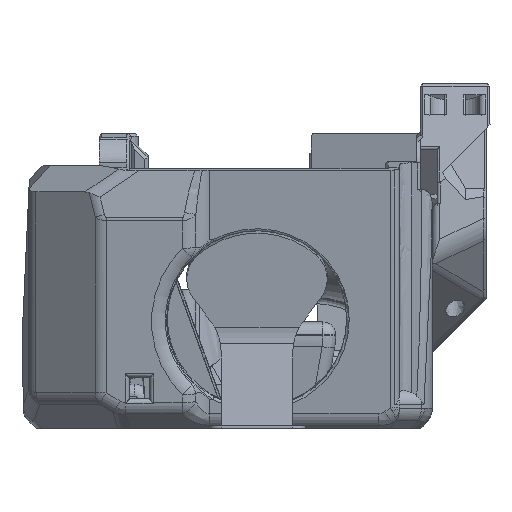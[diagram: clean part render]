
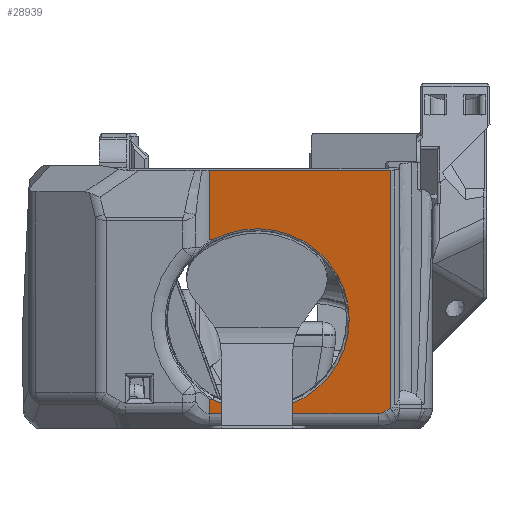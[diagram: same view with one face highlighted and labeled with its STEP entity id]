
A CAD part, left-side view. The second image highlights one B-rep face of the part: STEP entity #28939.
In plain terms, the highlighted planar face has unit normal (-0.985, 0, -0.174).
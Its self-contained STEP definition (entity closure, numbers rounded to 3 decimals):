
#1082=B_SPLINE_CURVE_WITH_KNOTS('',3,(#45814,#45815,#45816,#45817),
 .UNSPECIFIED.,.F.,.F.,(4,4),(0.,0.382),.UNSPECIFIED.);
#1095=B_SPLINE_CURVE_WITH_KNOTS('',3,(#46139,#46140,#46141,#46142),
 .UNSPECIFIED.,.F.,.F.,(4,4),(0.618,1.),.UNSPECIFIED.);
#1713=CIRCLE('',#30452,14.4);
#2563=ELLIPSE('',#31037,3.203,2.);
#5349=ORIENTED_EDGE('',*,*,#13159,.F.);
#5350=ORIENTED_EDGE('',*,*,#12195,.T.);
#5351=ORIENTED_EDGE('',*,*,#13302,.T.);
#5352=ORIENTED_EDGE('',*,*,#13303,.F.);
#5353=ORIENTED_EDGE('',*,*,#13304,.T.);
#5354=ORIENTED_EDGE('',*,*,#13305,.T.);
#5355=ORIENTED_EDGE('',*,*,#13306,.F.);
#5356=ORIENTED_EDGE('',*,*,#13307,.T.);
#5357=ORIENTED_EDGE('',*,*,#12768,.F.);
#5358=ORIENTED_EDGE('',*,*,#12793,.F.);
#12195=EDGE_CURVE('',#16564,#16563,#1713,.T.);
#12768=EDGE_CURVE('',#16941,#16942,#19611,.T.);
#12793=EDGE_CURVE('',#16959,#16941,#19629,.T.);
#13159=EDGE_CURVE('',#16564,#16959,#1082,.F.);
#13302=EDGE_CURVE('',#16563,#17321,#1095,.T.);
#13303=EDGE_CURVE('',#17322,#17321,#19951,.T.);
#13304=EDGE_CURVE('',#17322,#17323,#19952,.T.);
#13305=EDGE_CURVE('',#17323,#17324,#2563,.T.);
#13306=EDGE_CURVE('',#17325,#17324,#19953,.T.);
#13307=EDGE_CURVE('',#17325,#16942,#19954,.T.);
#16563=VERTEX_POINT('',#41702);
#16564=VERTEX_POINT('',#41704);
#16941=VERTEX_POINT('',#44157);
#16942=VERTEX_POINT('',#44159);
#16959=VERTEX_POINT('',#44218);
#17321=VERTEX_POINT('',#46143);
#17322=VERTEX_POINT('',#46145);
#17323=VERTEX_POINT('',#46147);
#17324=VERTEX_POINT('',#46149);
#17325=VERTEX_POINT('',#46151);
#19611=LINE('',#44158,#22067);
#19629=LINE('',#44219,#22085);
#19951=LINE('',#46144,#22407);
#19952=LINE('',#46146,#22408);
#19953=LINE('',#46150,#22409);
#19954=LINE('',#46152,#22410);
#22067=VECTOR('',#34434,1000.);
#22085=VECTOR('',#34472,1000.);
#22407=VECTOR('',#35272,1000.);
#22408=VECTOR('',#35273,1000.);
#22409=VECTOR('',#35276,1000.);
#22410=VECTOR('',#35277,1000.);
#24470=EDGE_LOOP('',(#5349,#5350,#5351,#5352,#5353,#5354,#5355,#5356,#5357,
#5358));
#26294=FACE_BOUND('',#24470,.T.);
#27877=PLANE('',#31036);
#28939=ADVANCED_FACE('',(#26294),#27877,.F.);
#30452=AXIS2_PLACEMENT_3D('',#41703,#33517,#33518);
#31036=AXIS2_PLACEMENT_3D('',#46138,#35270,#35271);
#31037=AXIS2_PLACEMENT_3D('',#46148,#35274,#35275);
#33517=DIRECTION('',(0.985,0.,0.174));
#33518=DIRECTION('',(0.174,0.,-0.985));
#34434=DIRECTION('',(0.,-1.,0.));
#34472=DIRECTION('',(-0.174,0.,0.985));
#35270=DIRECTION('',(0.985,0.,0.174));
#35271=DIRECTION('',(-0.174,0.,0.985));
#35272=DIRECTION('',(-0.174,0.,0.985));
#35273=DIRECTION('',(0.,-1.,0.));
#35274=DIRECTION('',(-0.985,0.,-0.174));
#35275=DIRECTION('',(-0.165,-0.304,0.938));
#35276=DIRECTION('',(0.097,0.829,-0.551));
#35277=DIRECTION('',(-0.174,0.,0.985));
#41702=CARTESIAN_POINT('',(-28.264,11.767,4.533));
#41703=CARTESIAN_POINT('',(-30.458,4.853,16.973));
#41704=CARTESIAN_POINT('',(-32.651,11.767,29.413));
#44157=CARTESIAN_POINT('',(-34.572,12.27,40.304));
#44158=CARTESIAN_POINT('',(-34.572,24.853,40.304));
#44159=CARTESIAN_POINT('',(-34.572,-16.002,40.304));
#44218=CARTESIAN_POINT('',(-32.66,12.27,29.463));
#44219=CARTESIAN_POINT('',(-31.185,12.27,21.099));
#45814=CARTESIAN_POINT('',(-32.66,12.27,29.463));
#45815=CARTESIAN_POINT('',(-32.657,12.102,29.442));
#45816=CARTESIAN_POINT('',(-32.654,11.935,29.425));
#45817=CARTESIAN_POINT('',(-32.651,11.767,29.413));
#46138=CARTESIAN_POINT('',(-31.185,24.853,21.099));
#46139=CARTESIAN_POINT('',(-28.264,11.767,4.533));
#46140=CARTESIAN_POINT('',(-28.262,11.935,4.52));
#46141=CARTESIAN_POINT('',(-28.259,12.102,4.503));
#46142=CARTESIAN_POINT('',(-28.255,12.27,4.482));
#46143=CARTESIAN_POINT('',(-28.255,12.27,4.482));
#46144=CARTESIAN_POINT('',(-31.185,12.27,21.099));
#46145=CARTESIAN_POINT('',(-27.864,12.27,2.262));
#46146=CARTESIAN_POINT('',(-27.864,-14.655,2.262));
#46147=CARTESIAN_POINT('',(-27.864,-14.07,2.262));
#46148=CARTESIAN_POINT('',(-28.404,-14.652,5.326));
#46149=CARTESIAN_POINT('',(-27.923,-15.07,2.597));
#46150=CARTESIAN_POINT('',(-27.821,-14.199,2.018));
#46151=CARTESIAN_POINT('',(-28.032,-16.002,3.216));
#46152=CARTESIAN_POINT('',(-7.663,-16.002,-112.301));
